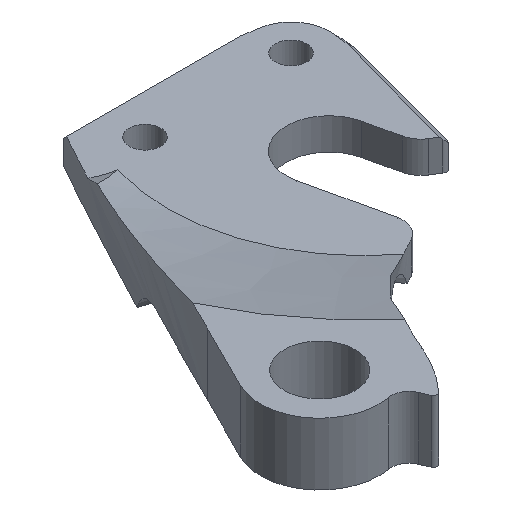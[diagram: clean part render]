
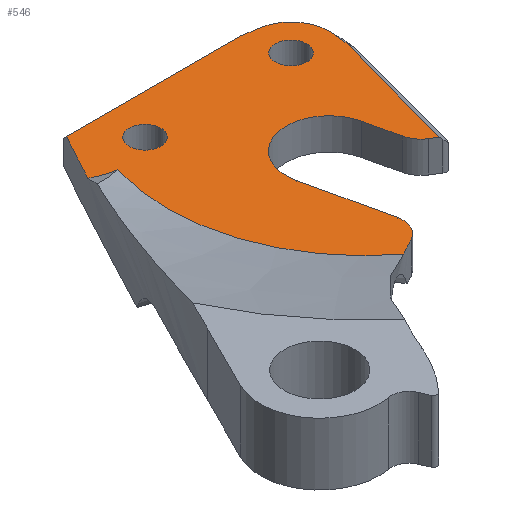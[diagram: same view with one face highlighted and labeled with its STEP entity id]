
A CAD part, isometric view. The second image highlights one B-rep face of the part: STEP entity #546.
In plain terms, the highlighted planar face has unit normal (0, 0, 1).
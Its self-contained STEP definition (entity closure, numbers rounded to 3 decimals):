
#4 = CARTESIAN_POINT ( 'NONE',  ( 10.822, 12.057, 4. ) ) ;
#11 = CARTESIAN_POINT ( 'NONE',  ( 8.02, -8.878, 4. ) ) ;
#20 = CARTESIAN_POINT ( 'NONE',  ( -2.819, -20.86, 4. ) ) ;
#24 = CARTESIAN_POINT ( 'NONE',  ( -3.575, -7.093, 4. ) ) ;
#29 = CARTESIAN_POINT ( 'NONE',  ( 10.274, -11.406, 4. ) ) ;
#43 = CARTESIAN_POINT ( 'NONE',  ( 8.77, 12.364, 4. ) ) ;
#60 = CARTESIAN_POINT ( 'NONE',  ( -13.738, 5.47, 4. ) ) ;
#61 = CARTESIAN_POINT ( 'NONE',  ( 7.081, -4.7, 4. ) ) ;
#72 = CARTESIAN_POINT ( 'NONE',  ( 11.118, -8.182, 4. ) ) ;
#81 = CARTESIAN_POINT ( 'NONE',  ( 14.713, 4.933, 4. ) ) ;
#98 = CARTESIAN_POINT ( 'NONE',  ( 8.02, -8.878, 4. ) ) ;
#100 = DIRECTION ( 'NONE',  ( 0., 0., 1. ) ) ;
#105 = CARTESIAN_POINT ( 'NONE',  ( -13.345, 12.364, 4. ) ) ;
#111 = DIRECTION ( 'NONE',  ( 0.219, -0.976, 0. ) ) ;
#114 = DIRECTION ( 'NONE',  ( 1., 0., 0. ) ) ;
#115 = DIRECTION ( 'NONE',  ( 1., 0., 0. ) ) ;
#130 = CARTESIAN_POINT ( 'NONE',  ( -4.886, -21.972, 4. ) ) ;
#139 = CARTESIAN_POINT ( 'NONE',  ( 9.419, -10.865, 4. ) ) ;
#149 = CARTESIAN_POINT ( 'NONE',  ( -16.585, 6.415, 4. ) ) ;
#161 = CARTESIAN_POINT ( 'NONE',  ( -8.433, 7.301, 4. ) ) ;
#167 = CARTESIAN_POINT ( 'NONE',  ( -1.234, -17.519, 4. ) ) ;
#173 = CARTESIAN_POINT ( 'NONE',  ( 14.897, 6.84, 4. ) ) ;
#178 = DIRECTION ( 'NONE',  ( 0., 0., 1. ) ) ;
#184 = CIRCLE ( 'NONE', #512, 5.461 ) ;
#201 = EDGE_CURVE ( 'NONE', #694, #671, #732, .T. ) ;
#205 = AXIS2_PLACEMENT_3D ( 'NONE', #933, #834, #829 ) ;
#206 = EDGE_CURVE ( 'NONE', #650, #655, #712, .T. ) ;
#207 = AXIS2_PLACEMENT_3D ( 'NONE', #953, #815, #958 ) ;
#213 = EDGE_CURVE ( 'NONE', #688, #658, #738, .T. ) ;
#217 = AXIS2_PLACEMENT_3D ( 'NONE', #842, #979, #968 ) ;
#219 = EDGE_CURVE ( 'NONE', #659, #650, #703, .T. ) ;
#233 = AXIS2_PLACEMENT_3D ( 'NONE', #914, #891, #850 ) ;
#235 = AXIS2_PLACEMENT_3D ( 'NONE', #817, #955, #912 ) ;
#236 = EDGE_CURVE ( 'NONE', #658, #659, #714, .T. ) ;
#240 = EDGE_CURVE ( 'NONE', #655, #648, #706, .T. ) ;
#243 = EDGE_CURVE ( 'NONE', #676, #663, #707, .T. ) ;
#245 = EDGE_CURVE ( 'NONE', #987, #987, #723, .T. ) ;
#248 = EDGE_CURVE ( 'NONE', #648, #694, #747, .T. ) ;
#252 = AXIS2_PLACEMENT_3D ( 'NONE', #959, #826, #936 ) ;
#263 = CIRCLE ( 'NONE', #523, 3.175 ) ;
#278 = DIRECTION ( 'NONE',  ( -0.219, 0.976, 0. ) ) ;
#283 = DIRECTION ( 'NONE',  ( 0., 0., 1. ) ) ;
#291 = DIRECTION ( 'NONE',  ( 0., 0., -1. ) ) ;
#304 = CARTESIAN_POINT ( 'NONE',  ( -0.704, -19.879, 4. ) ) ;
#310 = DIRECTION ( 'NONE',  ( 0.845, -0.535, 0. ) ) ;
#312 = CARTESIAN_POINT ( 'NONE',  ( 14.745, -55.978, 4. ) ) ;
#319 = CARTESIAN_POINT ( 'NONE',  ( 12.109, 7.301, 4. ) ) ;
#329 = CARTESIAN_POINT ( 'NONE',  ( 1.751, -5.886, 4. ) ) ;
#343 = DIRECTION ( 'NONE',  ( 1., 0., 0. ) ) ;
#355 = CARTESIAN_POINT ( 'NONE',  ( 10.126, -1.98, 4. ) ) ;
#367 = DIRECTION ( 'NONE',  ( 1., 0., 0. ) ) ;
#378 = CARTESIAN_POINT ( 'NONE',  ( 10.511, -11.556, 4. ) ) ;
#383 = DIRECTION ( 'NONE',  ( 0., 0., -1. ) ) ;
#394 = DIRECTION ( 'NONE',  ( 1., 0., 0. ) ) ;
#406 = CARTESIAN_POINT ( 'NONE',  ( -6.434, 7.301, 4. ) ) ;
#438 = ORIENTED_EDGE ( 'NONE', *, *, #206, .T. ) ;
#469 = EDGE_LOOP ( 'NONE', ( #1189 ) ) ;
#483 = EDGE_LOOP ( 'NONE', ( #438, #1218, #1221, #1208, #1217, #1188, #1216, #1226, #1235, #1229, #1215, #1185, #1201, #1232, #1233 ) ) ;
#497 = AXIS2_PLACEMENT_3D ( 'NONE', #161, #100, #114 ) ;
#505 = AXIS2_PLACEMENT_3D ( 'NONE', #312, #383, #343 ) ;
#512 = AXIS2_PLACEMENT_3D ( 'NONE', #329, #291, #394 ) ;
#521 = AXIS2_PLACEMENT_3D ( 'NONE', #355, #283, #367 ) ;
#523 = AXIS2_PLACEMENT_3D ( 'NONE', #72, #178, #115 ) ;
#538 = CIRCLE ( 'NONE', #521, 25. ) ;
#546 = ADVANCED_FACE ( 'NONE', ( #734, #730, #731 ), #853, .T. ) ;
#580 = VECTOR ( 'NONE', #111, 1000. ) ;
#583 = LINE ( 'NONE', #98, #580 ) ;
#602 = CIRCLE ( 'NONE', #497, 1.999 ) ;
#608 = LINE ( 'NONE', #378, #806 ) ;
#617 = VECTOR ( 'NONE', #278, 1000. ) ;
#618 = LINE ( 'NONE', #304, #617 ) ;
#634 = VERTEX_POINT ( 'NONE', #11 ) ;
#648 = VERTEX_POINT ( 'NONE', #105 ) ;
#650 = VERTEX_POINT ( 'NONE', #4 ) ;
#655 = VERTEX_POINT ( 'NONE', #43 ) ;
#657 = VERTEX_POINT ( 'NONE', #139 ) ;
#658 = VERTEX_POINT ( 'NONE', #81 ) ;
#659 = VERTEX_POINT ( 'NONE', #173 ) ;
#663 = VERTEX_POINT ( 'NONE', #167 ) ;
#670 = VERTEX_POINT ( 'NONE', #61 ) ;
#671 = VERTEX_POINT ( 'NONE', #60 ) ;
#676 = VERTEX_POINT ( 'NONE', #20 ) ;
#683 = VERTEX_POINT ( 'NONE', #24 ) ;
#688 = VERTEX_POINT ( 'NONE', #29 ) ;
#692 = VERTEX_POINT ( 'NONE', #130 ) ;
#694 = VERTEX_POINT ( 'NONE', #149 ) ;
#703 = CIRCLE ( 'NONE', #217, 4.809 ) ;
#704 = VECTOR ( 'NONE', #940, 1000. ) ;
#706 = LINE ( 'NONE', #947, #724 ) ;
#707 = CIRCLE ( 'NONE', #207, 3. ) ;
#712 = LINE ( 'NONE', #974, #719 ) ;
#714 = LINE ( 'NONE', #851, #704 ) ;
#719 = VECTOR ( 'NONE', #946, 1000. ) ;
#723 = CIRCLE ( 'NONE', #252, 1.999 ) ;
#724 = VECTOR ( 'NONE', #900, 1000. ) ;
#730 = FACE_OUTER_BOUND ( 'NONE', #483, .T. ) ;
#731 = FACE_BOUND ( 'NONE', #469, .T. ) ;
#732 = CIRCLE ( 'NONE', #235, 8.425 ) ;
#734 = FACE_BOUND ( 'NONE', #1124, .T. ) ;
#738 = LINE ( 'NONE', #941, #748 ) ;
#747 = CIRCLE ( 'NONE', #233, 1076.221 ) ;
#748 = VECTOR ( 'NONE', #949, 1000. ) ;
#806 = VECTOR ( 'NONE', #310, 1000. ) ;
#815 = DIRECTION ( 'NONE',  ( 0., 0., 1. ) ) ;
#817 = CARTESIAN_POINT ( 'NONE',  ( -12.55, 13.811, 4. ) ) ;
#826 = DIRECTION ( 'NONE',  ( 0., 0., 1. ) ) ;
#829 = DIRECTION ( 'NONE',  ( 1., 0., 0. ) ) ;
#834 = DIRECTION ( 'NONE',  ( 0., 0., 1. ) ) ;
#842 = CARTESIAN_POINT ( 'NONE',  ( 10.11, 7.301, 4. ) ) ;
#850 = DIRECTION ( 'NONE',  ( 0., -1., 0. ) ) ;
#851 = CARTESIAN_POINT ( 'NONE',  ( 14.897, 6.84, 4. ) ) ;
#853 = PLANE ( 'NONE',  #205 ) ;
#891 = DIRECTION ( 'NONE',  ( 0., 0., 1. ) ) ;
#900 = DIRECTION ( 'NONE',  ( -1., 0., 0. ) ) ;
#912 = DIRECTION ( 'NONE',  ( 0., -1., 0. ) ) ;
#914 = CARTESIAN_POINT ( 'NONE',  ( 930.18, -505.334, 4. ) ) ;
#933 = CARTESIAN_POINT ( 'NONE',  ( 10.126, -1.98, 4. ) ) ;
#936 = DIRECTION ( 'NONE',  ( 1., 0., 0. ) ) ;
#940 = DIRECTION ( 'NONE',  ( 0.096, 0.995, 0. ) ) ;
#941 = CARTESIAN_POINT ( 'NONE',  ( 14.735, 5.015, 4. ) ) ;
#946 = DIRECTION ( 'NONE',  ( -0.989, 0.148, 0. ) ) ;
#947 = CARTESIAN_POINT ( 'NONE',  ( -12.796, 12.364, 4. ) ) ;
#949 = DIRECTION ( 'NONE',  ( 0.262, 0.965, 0. ) ) ;
#953 = CARTESIAN_POINT ( 'NONE',  ( -4.161, -18.177, 4. ) ) ;
#955 = DIRECTION ( 'NONE',  ( 0., 0., 1. ) ) ;
#958 = DIRECTION ( 'NONE',  ( 1., 0., 0. ) ) ;
#959 = CARTESIAN_POINT ( 'NONE',  ( 10.11, 7.301, 4. ) ) ;
#968 = DIRECTION ( 'NONE',  ( 1., 0., 0. ) ) ;
#974 = CARTESIAN_POINT ( 'NONE',  ( 8.696, 12.375, 4. ) ) ;
#979 = DIRECTION ( 'NONE',  ( 0., 0., 1. ) ) ;
#987 = VERTEX_POINT ( 'NONE', #319 ) ;
#994 = VERTEX_POINT ( 'NONE', #406 ) ;
#1039 = CIRCLE ( 'NONE', #505, 39.265 ) ;
#1052 = EDGE_CURVE ( 'NONE', #670, #634, #583, .T. ) ;
#1056 = EDGE_CURVE ( 'NONE', #994, #994, #602, .T. ) ;
#1073 = EDGE_CURVE ( 'NONE', #634, #657, #263, .T. ) ;
#1087 = EDGE_CURVE ( 'NONE', #683, #670, #184, .T. ) ;
#1093 = EDGE_CURVE ( 'NONE', #692, #676, #1039, .T. ) ;
#1098 = EDGE_CURVE ( 'NONE', #663, #683, #618, .T. ) ;
#1103 = EDGE_CURVE ( 'NONE', #671, #692, #538, .T. ) ;
#1104 = EDGE_CURVE ( 'NONE', #657, #688, #608, .T. ) ;
#1124 = EDGE_LOOP ( 'NONE', ( #1182 ) ) ;
#1182 = ORIENTED_EDGE ( 'NONE', *, *, #1056, .F. ) ;
#1185 = ORIENTED_EDGE ( 'NONE', *, *, #1104, .T. ) ;
#1188 = ORIENTED_EDGE ( 'NONE', *, *, #1093, .T. ) ;
#1189 = ORIENTED_EDGE ( 'NONE', *, *, #245, .F. ) ;
#1201 = ORIENTED_EDGE ( 'NONE', *, *, #213, .T. ) ;
#1208 = ORIENTED_EDGE ( 'NONE', *, *, #201, .T. ) ;
#1215 = ORIENTED_EDGE ( 'NONE', *, *, #1073, .T. ) ;
#1216 = ORIENTED_EDGE ( 'NONE', *, *, #243, .T. ) ;
#1217 = ORIENTED_EDGE ( 'NONE', *, *, #1103, .T. ) ;
#1218 = ORIENTED_EDGE ( 'NONE', *, *, #240, .T. ) ;
#1221 = ORIENTED_EDGE ( 'NONE', *, *, #248, .T. ) ;
#1226 = ORIENTED_EDGE ( 'NONE', *, *, #1098, .T. ) ;
#1229 = ORIENTED_EDGE ( 'NONE', *, *, #1052, .T. ) ;
#1232 = ORIENTED_EDGE ( 'NONE', *, *, #236, .T. ) ;
#1233 = ORIENTED_EDGE ( 'NONE', *, *, #219, .T. ) ;
#1235 = ORIENTED_EDGE ( 'NONE', *, *, #1087, .T. ) ;
